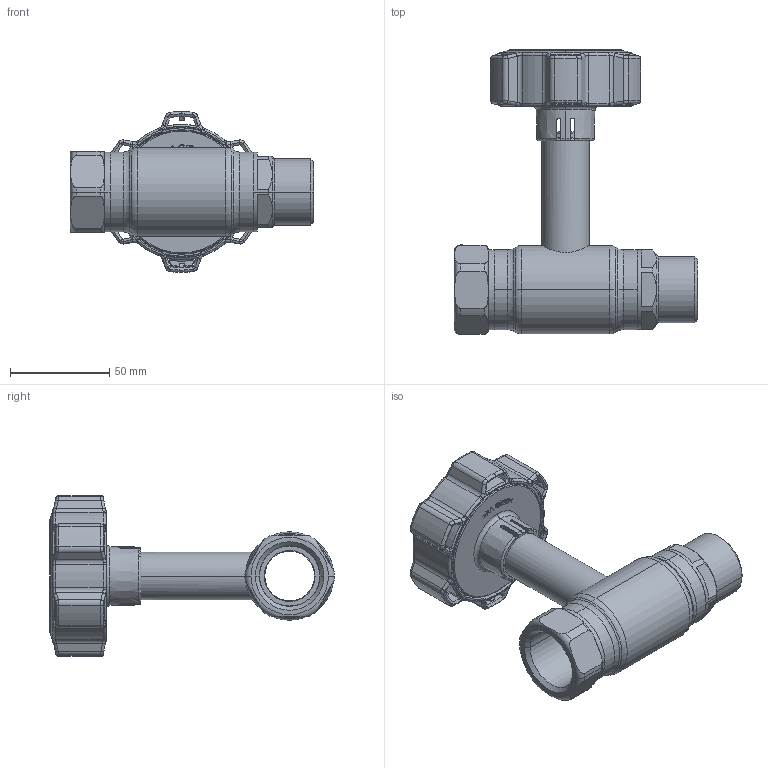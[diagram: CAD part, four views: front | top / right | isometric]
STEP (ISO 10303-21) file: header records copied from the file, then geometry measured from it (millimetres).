
FILE_DESCRIPTION (( 'STEP AP214' ), '1' );
FILE_NAME ('2025002401-0200.step', '2023-12-18T09:59:30', ( '' ), ( '' ), 'SwSTEP 2.0', 'SolidWorks 2021', '' );
FILE_SCHEMA (( 'AUTOMOTIVE_DESIGN' ));
Length unit declared in the file: millimetre
Products named in the file (1): 2025002401-0200
Bounding box: 122.5 x 143.3 x 81 mm (x, y, z)
Surface area: 53197.4 mm2 (no closed solid volume)
Topology: 0 solids, 12 shells, 591 faces, 1712 edges, 1107 vertices
Faces by surface type: bspline 184, cylinder 149, plane 121, cone 71, torus 66
Entity records: 36459 total; most frequent: CARTESIAN_POINT 16315, ORIENTED_EDGE 3012, DIRECTION 2346, EDGE_CURVE 1712, VERTEX_POINT 1107, AXIS2_PLACEMENT_3D 919, B_SPLINE_CURVE_WITH_KNOTS 645, EDGE_LOOP 622
